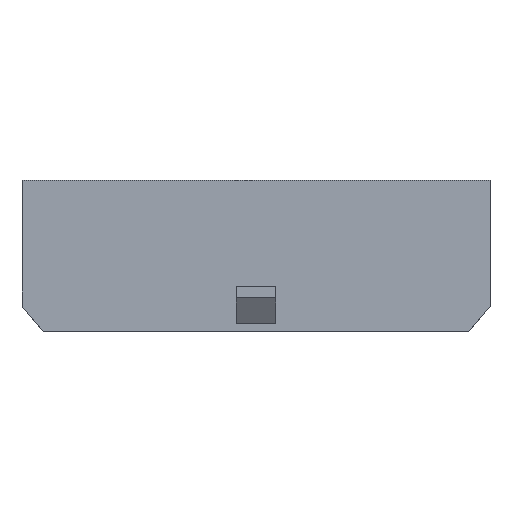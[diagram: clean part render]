
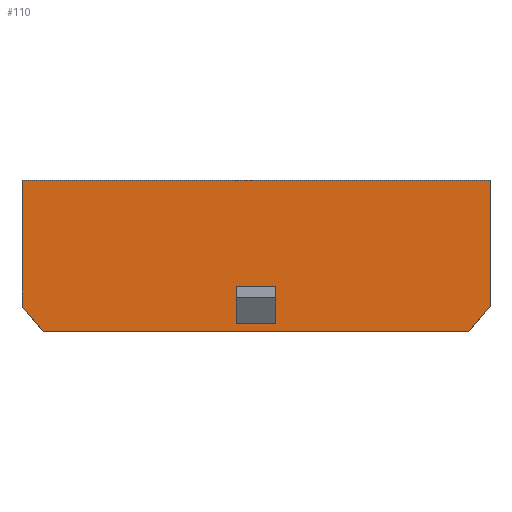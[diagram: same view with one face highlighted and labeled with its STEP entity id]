
A CAD part, top view. The second image highlights one B-rep face of the part: STEP entity #110.
In plain terms, the highlighted planar face has unit normal (0, 0, 1).
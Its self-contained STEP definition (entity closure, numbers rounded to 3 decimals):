
#60=FACE_BOUND('',#949,.T.);
#61=FACE_BOUND('',#950,.T.);
#110=ADVANCED_FACE('',(#60,#61),#388,.T.);
#388=PLANE('',#4882);
#949=EDGE_LOOP('',(#1385,#1386,#1387,#1388,#1389,#1390));
#950=EDGE_LOOP('',(#1391,#1392,#1393,#1394));
#1385=ORIENTED_EDGE('',*,*,#3025,.F.);
#1386=ORIENTED_EDGE('',*,*,#3031,.F.);
#1387=ORIENTED_EDGE('',*,*,#3083,.T.);
#1388=ORIENTED_EDGE('',*,*,#3084,.T.);
#1389=ORIENTED_EDGE('',*,*,#3021,.F.);
#1390=ORIENTED_EDGE('',*,*,#3078,.F.);
#1391=ORIENTED_EDGE('',*,*,#3085,.T.);
#1392=ORIENTED_EDGE('',*,*,#3086,.T.);
#1393=ORIENTED_EDGE('',*,*,#3087,.F.);
#1394=ORIENTED_EDGE('',*,*,#3088,.F.);
#2606=VERTEX_POINT('',#6556);
#2609=VERTEX_POINT('',#6561);
#2610=VERTEX_POINT('',#6565);
#2613=VERTEX_POINT('',#6570);
#2619=VERTEX_POINT('',#6583);
#2667=VERTEX_POINT('',#6686);
#2668=VERTEX_POINT('',#6689);
#2669=VERTEX_POINT('',#6690);
#2670=VERTEX_POINT('',#6692);
#2671=VERTEX_POINT('',#6694);
#3021=EDGE_CURVE('',#2609,#2606,#3668,.T.);
#3025=EDGE_CURVE('',#2613,#2610,#3672,.T.);
#3031=EDGE_CURVE('',#2619,#2613,#3678,.T.);
#3078=EDGE_CURVE('',#2610,#2609,#3725,.T.);
#3083=EDGE_CURVE('',#2619,#2667,#3730,.T.);
#3084=EDGE_CURVE('',#2667,#2606,#3731,.T.);
#3085=EDGE_CURVE('',#2668,#2669,#3732,.T.);
#3086=EDGE_CURVE('',#2669,#2670,#3733,.T.);
#3087=EDGE_CURVE('',#2671,#2670,#3734,.T.);
#3088=EDGE_CURVE('',#2668,#2671,#3735,.T.);
#3668=LINE('',#6562,#4305);
#3672=LINE('',#6571,#4309);
#3678=LINE('',#6584,#4315);
#3725=LINE('',#6677,#4362);
#3730=LINE('',#6685,#4367);
#3731=LINE('',#6687,#4368);
#3732=LINE('',#6688,#4369);
#3733=LINE('',#6691,#4370);
#3734=LINE('',#6693,#4371);
#3735=LINE('',#6695,#4372);
#4305=VECTOR('',#5260,1.);
#4309=VECTOR('',#5266,1.);
#4315=VECTOR('',#5274,1.);
#4362=VECTOR('',#5323,1.);
#4367=VECTOR('',#5330,1.);
#4368=VECTOR('',#5331,1.);
#4369=VECTOR('',#5332,1.);
#4370=VECTOR('',#5333,1.);
#4371=VECTOR('',#5334,1.);
#4372=VECTOR('',#5335,1.);
#4882=AXIS2_PLACEMENT_3D('',#6696,#5336,#5337);
#5260=DIRECTION('',(-0.643,0.766,0.));
#5266=DIRECTION('',(-0.643,-0.766,0.));
#5274=DIRECTION('',(0.,-1.,0.));
#5323=DIRECTION('',(-1.,0.,0.));
#5330=DIRECTION('',(-1.,0.,0.));
#5331=DIRECTION('',(0.,-1.,0.));
#5332=DIRECTION('',(-1.,0.,0.));
#5333=DIRECTION('',(0.,1.,0.));
#5334=DIRECTION('',(-1.,0.,0.));
#5335=DIRECTION('',(0.,1.,0.));
#5336=DIRECTION('',(0.,0.,1.));
#5337=DIRECTION('',(1.,0.,0.));
#6556=CARTESIAN_POINT('',(-15.315,1.668,3.86));
#6561=CARTESIAN_POINT('',(-13.915,0.,3.86));
#6562=CARTESIAN_POINT('',(-13.915,0.,3.86));
#6565=CARTESIAN_POINT('',(13.915,0.,3.86));
#6570=CARTESIAN_POINT('',(15.315,1.668,3.86));
#6571=CARTESIAN_POINT('',(15.315,1.668,3.86));
#6583=CARTESIAN_POINT('',(15.315,9.9,3.86));
#6584=CARTESIAN_POINT('',(15.315,9.9,3.86));
#6677=CARTESIAN_POINT('',(15.315,0.,3.86));
#6685=CARTESIAN_POINT('',(15.315,9.9,3.86));
#6686=CARTESIAN_POINT('',(-15.315,9.9,3.86));
#6687=CARTESIAN_POINT('',(-15.315,9.9,3.86));
#6688=CARTESIAN_POINT('',(1.3,0.54,3.86));
#6689=CARTESIAN_POINT('',(1.3,0.54,3.86));
#6690=CARTESIAN_POINT('',(-1.3,0.54,3.86));
#6691=CARTESIAN_POINT('',(-1.3,0.54,3.86));
#6692=CARTESIAN_POINT('',(-1.3,2.95,3.86));
#6693=CARTESIAN_POINT('',(1.3,2.95,3.86));
#6694=CARTESIAN_POINT('',(1.3,2.95,3.86));
#6695=CARTESIAN_POINT('',(1.3,0.54,3.86));
#6696=CARTESIAN_POINT('',(15.315,9.9,3.86));
